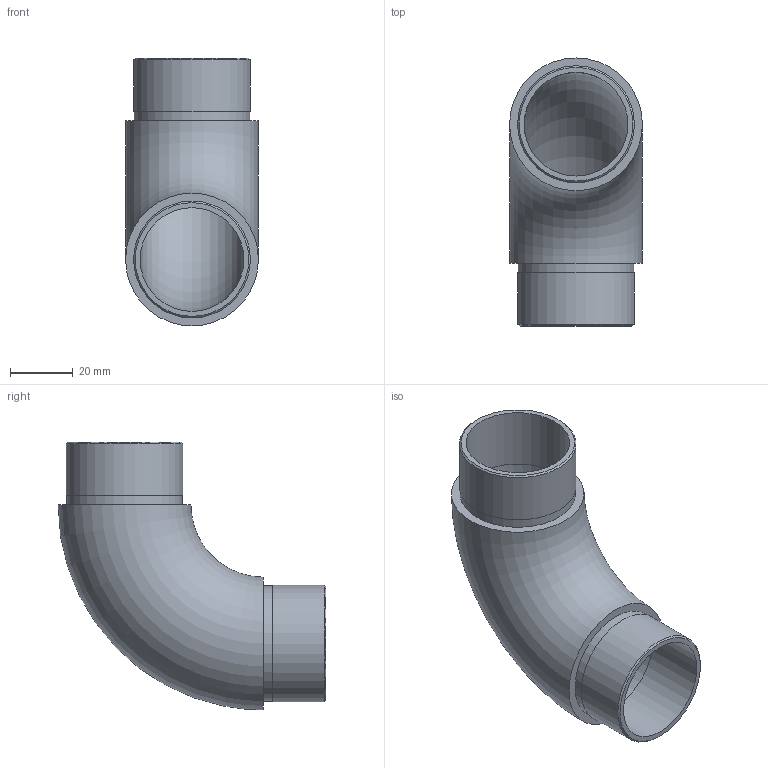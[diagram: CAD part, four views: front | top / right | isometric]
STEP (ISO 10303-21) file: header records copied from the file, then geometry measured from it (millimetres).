
FILE_DESCRIPTION (( 'STEP AP203' ), '1' );
FILE_NAME ('56160-320-25.step', '2020-02-18T10:23:13', ( '' ), ( '' ), 'SwSTEP 2.0', 'SolidWorks 2015', '' );
FILE_SCHEMA (( 'CONFIG_CONTROL_DESIGN' ));
Length unit declared in the file: millimetre
Products named in the file (2): 56160-320-25
Bounding box: 42.4 x 85.5 x 85.5 mm (x, y, z)
Volume: 47494.1 mm3; surface area: 26482.2 mm2
Topology: 1 solids, 1 shells, 270 faces, 710 edges, 473 vertices
Faces by surface type: bspline 126, plane 107, cylinder 33, torus 2, cone 2
Full cylindrical faces by diameter (mm): 33.1 x2, 36.9 x2, 37.3 x2
Entity records: 13641 total; most frequent: CARTESIAN_POINT 7732, ORIENTED_EDGE 1394, DIRECTION 803, EDGE_CURVE 697, VERTEX_POINT 470, LINE 315, VECTOR 315, EDGE_LOOP 313
